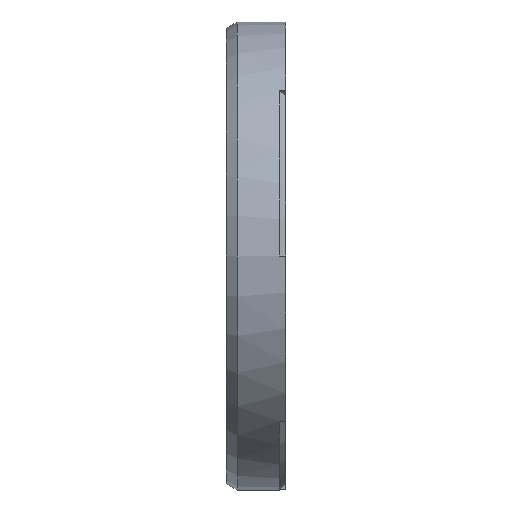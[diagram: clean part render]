
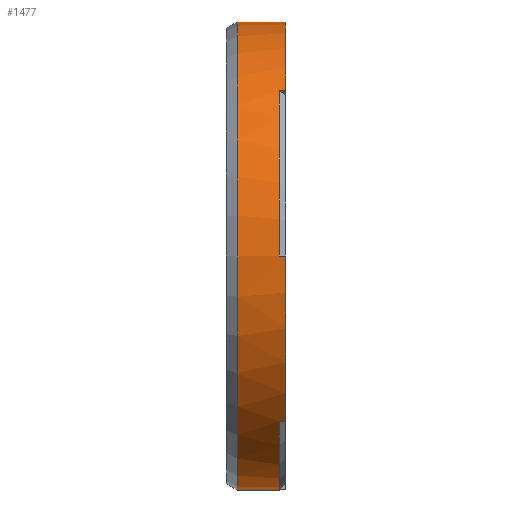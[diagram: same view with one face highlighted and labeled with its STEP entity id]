
A CAD part, left-side view. The second image highlights one B-rep face of the part: STEP entity #1477.
In plain terms, the highlighted cylindrical face has radius 37 mm (diameter 74 mm), a partial arc.
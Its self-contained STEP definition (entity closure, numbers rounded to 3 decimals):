
#44 = VERTEX_POINT ( 'NONE', #885 ) ;
#63 = DIRECTION ( 'NONE',  ( 0., -1., 0. ) ) ;
#79 = VERTEX_POINT ( 'NONE', #639 ) ;
#81 = EDGE_CURVE ( 'NONE', #1211, #295, #253, .T. ) ;
#108 = VECTOR ( 'NONE', #63, 1000. ) ;
#131 = EDGE_CURVE ( 'NONE', #1222, #1113, #139, .T. ) ;
#136 = DIRECTION ( 'NONE',  ( 0., -1., 0. ) ) ;
#137 = AXIS2_PLACEMENT_3D ( 'NONE', #1406, #811, #222 ) ;
#138 = VECTOR ( 'NONE', #1311, 1000. ) ;
#139 = LINE ( 'NONE', #1085, #158 ) ;
#150 = ORIENTED_EDGE ( 'NONE', *, *, #1451, .F. ) ;
#152 = EDGE_CURVE ( 'NONE', #1211, #524, #1172, .T. ) ;
#158 = VECTOR ( 'NONE', #495, 1000. ) ;
#169 = FACE_OUTER_BOUND ( 'NONE', #187, .T. ) ;
#178 = DIRECTION ( 'NONE',  ( 0., -1., 0. ) ) ;
#187 = EDGE_LOOP ( 'NONE', ( #371, #677, #858, #150, #516, #1161, #1354, #439, #1067, #1145, #403 ) ) ;
#192 = DIRECTION ( 'NONE',  ( 1., 0., 0. ) ) ;
#222 = DIRECTION ( 'NONE',  ( -1., 0., 0. ) ) ;
#225 = CARTESIAN_POINT ( 'NONE',  ( 0., -0.332, 37. ) ) ;
#253 = LINE ( 'NONE', #1319, #500 ) ;
#282 = CIRCLE ( 'NONE', #1439, 37. ) ;
#295 = VERTEX_POINT ( 'NONE', #1269 ) ;
#308 = AXIS2_PLACEMENT_3D ( 'NONE', #880, #1226, #1128 ) ;
#367 = DIRECTION ( 'NONE',  ( 0., -1., 0. ) ) ;
#369 = LINE ( 'NONE', #1089, #680 ) ;
#371 = ORIENTED_EDGE ( 'NONE', *, *, #910, .F. ) ;
#397 = LINE ( 'NONE', #869, #108 ) ;
#403 = ORIENTED_EDGE ( 'NONE', *, *, #81, .T. ) ;
#417 = CARTESIAN_POINT ( 'NONE',  ( 0., -8., 0. ) ) ;
#439 = ORIENTED_EDGE ( 'NONE', *, *, #862, .F. ) ;
#449 = EDGE_CURVE ( 'NONE', #1180, #79, #1430, .T. ) ;
#461 = EDGE_CURVE ( 'NONE', #44, #731, #369, .T. ) ;
#495 = DIRECTION ( 'NONE',  ( 0., 1., 0. ) ) ;
#500 = VECTOR ( 'NONE', #1207, 1000. ) ;
#516 = ORIENTED_EDGE ( 'NONE', *, *, #131, .F. ) ;
#517 = CARTESIAN_POINT ( 'NONE',  ( -26.163, -8., 26.163 ) ) ;
#524 = VERTEX_POINT ( 'NONE', #517 ) ;
#526 = VECTOR ( 'NONE', #746, 1000. ) ;
#532 = CIRCLE ( 'NONE', #981, 37. ) ;
#541 = EDGE_CURVE ( 'NONE', #524, #1425, #1097, .T. ) ;
#552 = AXIS2_PLACEMENT_3D ( 'NONE', #417, #1482, #192 ) ;
#570 = CARTESIAN_POINT ( 'NONE',  ( 0., -7., -37. ) ) ;
#576 = EDGE_CURVE ( 'NONE', #1180, #1222, #282, .T. ) ;
#594 = CARTESIAN_POINT ( 'NONE',  ( -26.163, -7., -26.163 ) ) ;
#635 = CYLINDRICAL_SURFACE ( 'NONE', #308, 37. ) ;
#639 = CARTESIAN_POINT ( 'NONE',  ( -37., -7., 0. ) ) ;
#661 = CIRCLE ( 'NONE', #1200, 37. ) ;
#677 = ORIENTED_EDGE ( 'NONE', *, *, #946, .T. ) ;
#678 = CARTESIAN_POINT ( 'NONE',  ( 0., -8., 37. ) ) ;
#680 = VECTOR ( 'NONE', #136, 1000. ) ;
#728 = CARTESIAN_POINT ( 'NONE',  ( -37., -8., 0. ) ) ;
#731 = VERTEX_POINT ( 'NONE', #570 ) ;
#746 = DIRECTION ( 'NONE',  ( 0., 1., 0. ) ) ;
#806 = CIRCLE ( 'NONE', #137, 37. ) ;
#811 = DIRECTION ( 'NONE',  ( 0., -1., 0. ) ) ;
#841 = CARTESIAN_POINT ( 'NONE',  ( -26.163, -8., 26.163 ) ) ;
#858 = ORIENTED_EDGE ( 'NONE', *, *, #461, .T. ) ;
#862 = EDGE_CURVE ( 'NONE', #1425, #79, #661, .T. ) ;
#869 = CARTESIAN_POINT ( 'NONE',  ( 0., 2., 37. ) ) ;
#880 = CARTESIAN_POINT ( 'NONE',  ( 0., 2., 0. ) ) ;
#885 = CARTESIAN_POINT ( 'NONE',  ( 0., -0.332, -37. ) ) ;
#910 = EDGE_CURVE ( 'NONE', #1168, #295, #397, .T. ) ;
#946 = EDGE_CURVE ( 'NONE', #1168, #44, #532, .T. ) ;
#956 = CARTESIAN_POINT ( 'NONE',  ( 0., -7., 0. ) ) ;
#981 = AXIS2_PLACEMENT_3D ( 'NONE', #1368, #1467, #1112 ) ;
#1056 = CARTESIAN_POINT ( 'NONE',  ( -37., -8., 0. ) ) ;
#1062 = CARTESIAN_POINT ( 'NONE',  ( -26.163, -8., -26.163 ) ) ;
#1067 = ORIENTED_EDGE ( 'NONE', *, *, #541, .F. ) ;
#1085 = CARTESIAN_POINT ( 'NONE',  ( -26.163, -8., -26.163 ) ) ;
#1089 = CARTESIAN_POINT ( 'NONE',  ( 0., 2., -37. ) ) ;
#1097 = LINE ( 'NONE', #841, #138 ) ;
#1112 = DIRECTION ( 'NONE',  ( 0., 0., 1. ) ) ;
#1113 = VERTEX_POINT ( 'NONE', #594 ) ;
#1128 = DIRECTION ( 'NONE',  ( 0., 0., -1. ) ) ;
#1137 = DIRECTION ( 'NONE',  ( 1., 0., 0. ) ) ;
#1145 = ORIENTED_EDGE ( 'NONE', *, *, #152, .F. ) ;
#1160 = CARTESIAN_POINT ( 'NONE',  ( -26.163, -7., 26.163 ) ) ;
#1161 = ORIENTED_EDGE ( 'NONE', *, *, #576, .F. ) ;
#1168 = VERTEX_POINT ( 'NONE', #225 ) ;
#1172 = CIRCLE ( 'NONE', #552, 37. ) ;
#1180 = VERTEX_POINT ( 'NONE', #1056 ) ;
#1195 = DIRECTION ( 'NONE',  ( 0., 0., 1. ) ) ;
#1200 = AXIS2_PLACEMENT_3D ( 'NONE', #956, #367, #1195 ) ;
#1207 = DIRECTION ( 'NONE',  ( 0., 1., 0. ) ) ;
#1211 = VERTEX_POINT ( 'NONE', #678 ) ;
#1222 = VERTEX_POINT ( 'NONE', #1062 ) ;
#1226 = DIRECTION ( 'NONE',  ( 0., -1., 0. ) ) ;
#1234 = CARTESIAN_POINT ( 'NONE',  ( 0., -8., 0. ) ) ;
#1269 = CARTESIAN_POINT ( 'NONE',  ( 0., -7., 37. ) ) ;
#1311 = DIRECTION ( 'NONE',  ( 0., 1., 0. ) ) ;
#1319 = CARTESIAN_POINT ( 'NONE',  ( 0., -8., 37. ) ) ;
#1354 = ORIENTED_EDGE ( 'NONE', *, *, #449, .T. ) ;
#1368 = CARTESIAN_POINT ( 'NONE',  ( 0., -0.332, 0. ) ) ;
#1406 = CARTESIAN_POINT ( 'NONE',  ( 0., -7., 0. ) ) ;
#1425 = VERTEX_POINT ( 'NONE', #1160 ) ;
#1430 = LINE ( 'NONE', #728, #526 ) ;
#1439 = AXIS2_PLACEMENT_3D ( 'NONE', #1234, #178, #1137 ) ;
#1451 = EDGE_CURVE ( 'NONE', #1113, #731, #806, .T. ) ;
#1467 = DIRECTION ( 'NONE',  ( 0., -1., 0. ) ) ;
#1477 = ADVANCED_FACE ( 'NONE', ( #169 ), #635, .T. ) ;
#1482 = DIRECTION ( 'NONE',  ( 0., -1., 0. ) ) ;
